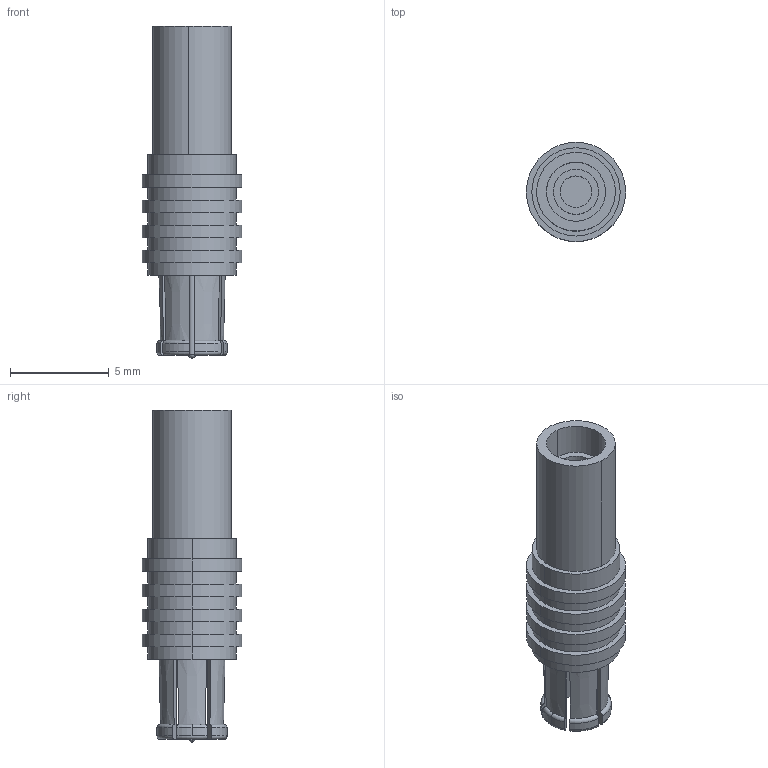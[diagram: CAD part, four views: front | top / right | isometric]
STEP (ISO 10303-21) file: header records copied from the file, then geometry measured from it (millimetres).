
FILE_DESCRIPTION (( 'STEP AP203' ), '1' );
FILE_NAME ('BAC507.STEP', '2006-06-30T19:30:40', ( ' ' ), ( ' ' ), 'SwSTEP 2.0', 'SolidWorks 2005354', '' );
FILE_SCHEMA (( 'CONFIG_CONTROL_DESIGN' ));
Length unit declared in the file: inch
Products named in the file (3): BAC507; BAC507-MA1
Assembly tree (2 placements, depth 2):
  BAC507
    BAC507-MA1
    BAC507
Bounding box: 5.03 x 5.03 x 16.81 mm (x, y, z)
Volume: 158 mm3; surface area: 463.2 mm2
Topology: 2 solids, 2 shells, 94 faces, 231 edges, 153 vertices
Faces by surface type: cylinder 37, plane 34, torus 16, cone 7
Entity records: 3237 total; most frequent: CARTESIAN_POINT 651, DIRECTION 508, ORIENTED_EDGE 462, EDGE_CURVE 231, AXIS2_PLACEMENT_3D 214, VERTEX_POINT 153, CIRCLE 115, EDGE_LOOP 108
